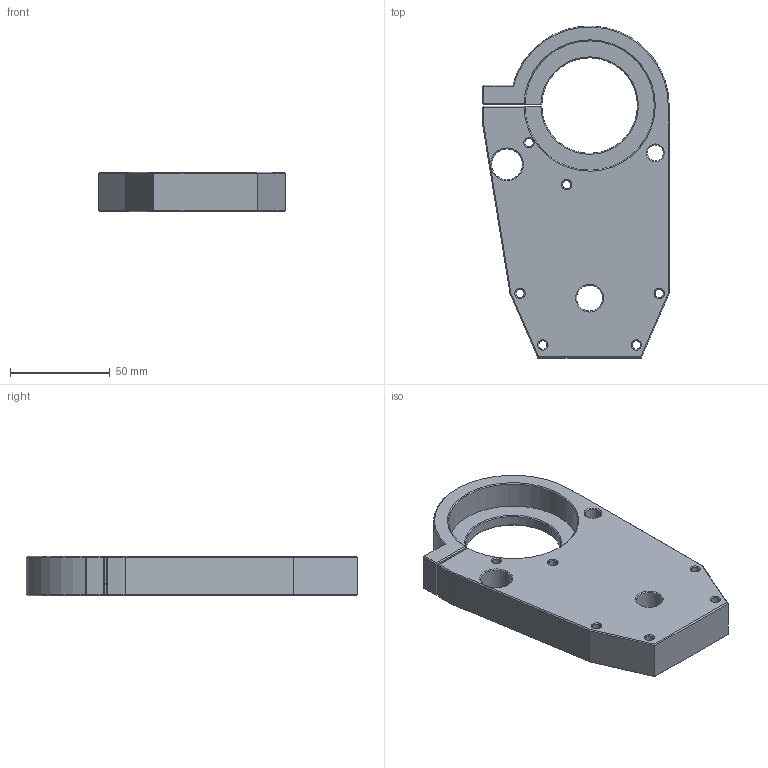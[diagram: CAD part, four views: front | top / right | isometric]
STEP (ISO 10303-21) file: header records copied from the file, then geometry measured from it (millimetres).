
FILE_DESCRIPTION(('FreeCAD Model'),'2;1');
FILE_NAME('Spindelhalteplatte_Next_L_20221021_V3.step', '2022-10-21T19:58:46',('Author'),(''), 'Open CASCADE STEP processor 7.3','FreeCAD','Unknown');
FILE_SCHEMA(('AUTOMOTIVE_DESIGN { 1 0 10303 214 1 1 1 1 }'));
Length unit declared in the file: millimetre
Products named in the file (1): Chamfer009
Bounding box: 93.68 x 166.76 x 20 mm (x, y, z)
Volume: 193263.7 mm3; surface area: 39012.6 mm2
Topology: 1 solids, 1 shells, 78 faces, 184 edges, 109 vertices
Faces by surface type: plane 38, cone 25, cylinder 15
Full cylindrical faces by diameter (mm): 4.2 x6, 6.8 x2, 8 x1, 13.01 x1, 15.5 x1
Entity records: 4661 total; most frequent: CARTESIAN_POINT 870, DIRECTION 712, LINE 399, VECTOR 399, ORIENTED_EDGE 368, PCURVE 368, DEFINITIONAL_REPRESENTATION 368, EDGE_CURVE 184
